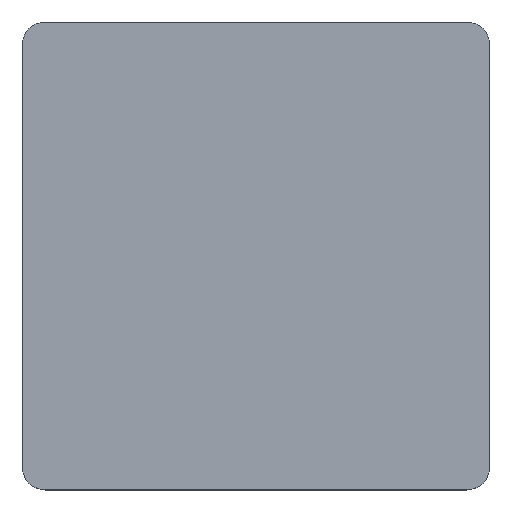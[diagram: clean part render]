
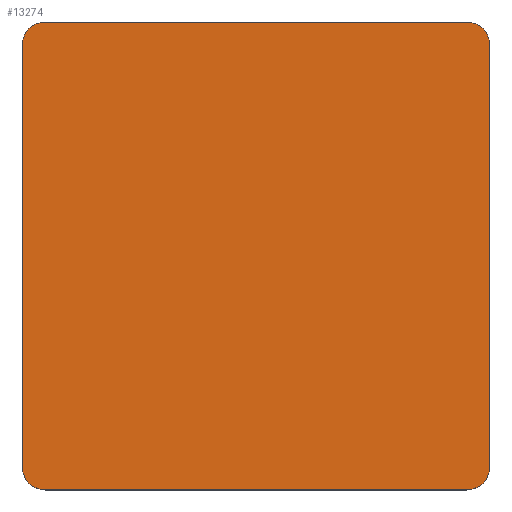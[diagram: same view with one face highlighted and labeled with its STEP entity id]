
A CAD part, top view. The second image highlights one B-rep face of the part: STEP entity #13274.
In plain terms, the highlighted planar face has unit normal (0, 0, 1).
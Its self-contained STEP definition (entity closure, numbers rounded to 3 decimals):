
#26 = CARTESIAN_POINT ( 'NONE',  ( 0., 0., 0. ) ) ;
#77 = ORIENTED_EDGE ( 'NONE', *, *, #15769, .T. ) ;
#85 = DIRECTION ( 'NONE',  ( 1., 0., 0. ) ) ;
#275 = CARTESIAN_POINT ( 'NONE',  ( -20., -20., 0. ) ) ;
#720 = VECTOR ( 'NONE', #4735, 1000. ) ;
#1381 = EDGE_CURVE ( 'NONE', #10650, #11388, #9925, .T. ) ;
#2081 = DIRECTION ( 'NONE',  ( -1., 0., 0. ) ) ;
#2371 = EDGE_CURVE ( 'NONE', #13262, #10650, #3546, .T. ) ;
#2765 = EDGE_LOOP ( 'NONE', ( #77, #6464, #9847, #4792, #15499, #10066, #14582, #5850 ) ) ;
#3337 = FACE_OUTER_BOUND ( 'NONE', #2765, .T. ) ;
#3471 = LINE ( 'NONE', #4629, #720 ) ;
#3497 = CARTESIAN_POINT ( 'NONE',  ( -20., -18., 0. ) ) ;
#3546 = CIRCLE ( 'NONE', #6332, 2. ) ;
#4089 = DIRECTION ( 'NONE',  ( 0., 0., 1. ) ) ;
#4121 = EDGE_CURVE ( 'NONE', #10625, #11339, #14604, .T. ) ;
#4629 = CARTESIAN_POINT ( 'NONE',  ( 20., 20., 0. ) ) ;
#4735 = DIRECTION ( 'NONE',  ( 0., 1., 0. ) ) ;
#4792 = ORIENTED_EDGE ( 'NONE', *, *, #11604, .T. ) ;
#5146 = DIRECTION ( 'NONE',  ( 0., 0., 1. ) ) ;
#5588 = CARTESIAN_POINT ( 'NONE',  ( 20., -18., 0. ) ) ;
#5692 = CARTESIAN_POINT ( 'NONE',  ( -20., 20., 0. ) ) ;
#5811 = AXIS2_PLACEMENT_3D ( 'NONE', #12487, #14983, #7508 ) ;
#5850 = ORIENTED_EDGE ( 'NONE', *, *, #8839, .T. ) ;
#6332 = AXIS2_PLACEMENT_3D ( 'NONE', #11515, #5146, #6509 ) ;
#6464 = ORIENTED_EDGE ( 'NONE', *, *, #2371, .T. ) ;
#6509 = DIRECTION ( 'NONE',  ( 1., 0., 0. ) ) ;
#6518 = VECTOR ( 'NONE', #11799, 1000. ) ;
#6722 = CARTESIAN_POINT ( 'NONE',  ( 18., -20., 0. ) ) ;
#7372 = CARTESIAN_POINT ( 'NONE',  ( 18., 20., 0. ) ) ;
#7508 = DIRECTION ( 'NONE',  ( 1., 0., 0. ) ) ;
#7601 = PLANE ( 'NONE',  #11624 ) ;
#7624 = VECTOR ( 'NONE', #2081, 1000. ) ;
#7708 = CARTESIAN_POINT ( 'NONE',  ( 20., 18., 0. ) ) ;
#8340 = DIRECTION ( 'NONE',  ( 1., 0., 0. ) ) ;
#8751 = CIRCLE ( 'NONE', #13697, 2. ) ;
#8839 = EDGE_CURVE ( 'NONE', #16274, #14093, #8751, .T. ) ;
#9117 = CIRCLE ( 'NONE', #10261, 2. ) ;
#9622 = LINE ( 'NONE', #9721, #7624 ) ;
#9721 = CARTESIAN_POINT ( 'NONE',  ( -20., 20., 0. ) ) ;
#9847 = ORIENTED_EDGE ( 'NONE', *, *, #1381, .T. ) ;
#9925 = LINE ( 'NONE', #5692, #6518 ) ;
#10066 = ORIENTED_EDGE ( 'NONE', *, *, #4121, .T. ) ;
#10175 = DIRECTION ( 'NONE',  ( 0., 0., 1. ) ) ;
#10261 = AXIS2_PLACEMENT_3D ( 'NONE', #14002, #4089, #11522 ) ;
#10625 = VERTEX_POINT ( 'NONE', #6722 ) ;
#10650 = VERTEX_POINT ( 'NONE', #15471 ) ;
#10853 = DIRECTION ( 'NONE',  ( 0., 0., 1. ) ) ;
#11339 = VERTEX_POINT ( 'NONE', #5588 ) ;
#11388 = VERTEX_POINT ( 'NONE', #3497 ) ;
#11515 = CARTESIAN_POINT ( 'NONE',  ( -18., 18., 0. ) ) ;
#11522 = DIRECTION ( 'NONE',  ( 1., 0., 0. ) ) ;
#11604 = EDGE_CURVE ( 'NONE', #11388, #14300, #9117, .T. ) ;
#11624 = AXIS2_PLACEMENT_3D ( 'NONE', #26, #10175, #85 ) ;
#11799 = DIRECTION ( 'NONE',  ( 0., -1., 0. ) ) ;
#12487 = CARTESIAN_POINT ( 'NONE',  ( 18., -18., 0. ) ) ;
#12524 = CARTESIAN_POINT ( 'NONE',  ( -18., 20., 0. ) ) ;
#12808 = VECTOR ( 'NONE', #13382, 1000. ) ;
#13262 = VERTEX_POINT ( 'NONE', #12524 ) ;
#13274 = ADVANCED_FACE ( 'NONE', ( #3337 ), #7601, .T. ) ;
#13382 = DIRECTION ( 'NONE',  ( 1., 0., 0. ) ) ;
#13697 = AXIS2_PLACEMENT_3D ( 'NONE', #15779, #10853, #8340 ) ;
#14002 = CARTESIAN_POINT ( 'NONE',  ( -18., -18., 0. ) ) ;
#14093 = VERTEX_POINT ( 'NONE', #7372 ) ;
#14300 = VERTEX_POINT ( 'NONE', #14553 ) ;
#14553 = CARTESIAN_POINT ( 'NONE',  ( -18., -20., 0. ) ) ;
#14582 = ORIENTED_EDGE ( 'NONE', *, *, #16008, .T. ) ;
#14604 = CIRCLE ( 'NONE', #5811, 2. ) ;
#14766 = EDGE_CURVE ( 'NONE', #14300, #10625, #16325, .T. ) ;
#14983 = DIRECTION ( 'NONE',  ( 0., 0., 1. ) ) ;
#15471 = CARTESIAN_POINT ( 'NONE',  ( -20., 18., 0. ) ) ;
#15499 = ORIENTED_EDGE ( 'NONE', *, *, #14766, .T. ) ;
#15769 = EDGE_CURVE ( 'NONE', #14093, #13262, #9622, .T. ) ;
#15779 = CARTESIAN_POINT ( 'NONE',  ( 18., 18., 0. ) ) ;
#16008 = EDGE_CURVE ( 'NONE', #11339, #16274, #3471, .T. ) ;
#16274 = VERTEX_POINT ( 'NONE', #7708 ) ;
#16325 = LINE ( 'NONE', #275, #12808 ) ;
